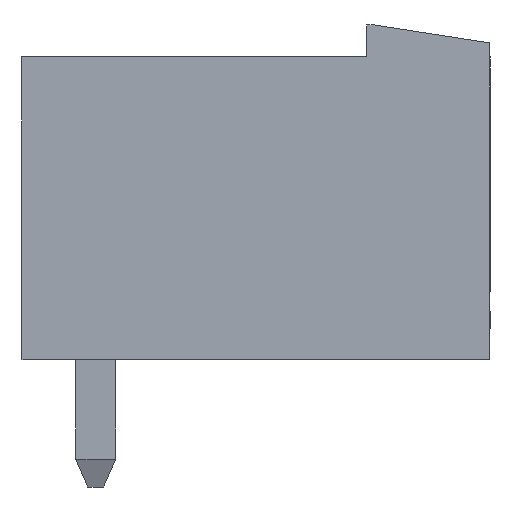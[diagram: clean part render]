
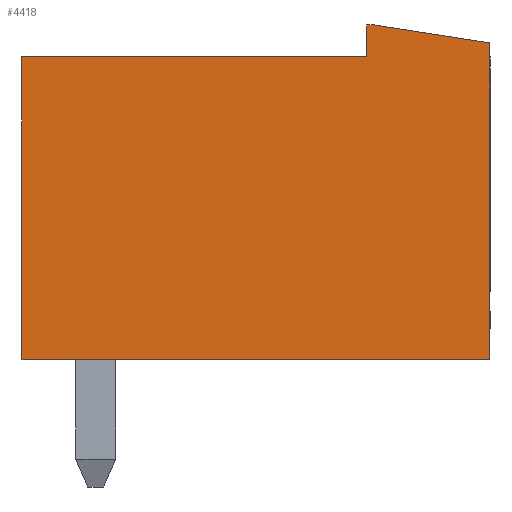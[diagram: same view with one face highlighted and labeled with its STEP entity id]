
A CAD part, left-side view. The second image highlights one B-rep face of the part: STEP entity #4418.
In plain terms, the highlighted planar face has unit normal (-1, 0, 0).
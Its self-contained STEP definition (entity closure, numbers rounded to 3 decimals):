
#4407=AXIS2_PLACEMENT_3D('Plane Axis2P3D',#4404,#4405,#4406) ;
#392=CARTESIAN_POINT('Vertex',(0.,0.,11.15)) ;
#395=CARTESIAN_POINT('Line Origine',(0.,0.,7.175)) ;
#399=CARTESIAN_POINT('Vertex',(0.,0.,3.2)) ;
#1785=CARTESIAN_POINT('Vertex',(0.,2.9,11.6)) ;
#1788=CARTESIAN_POINT('Line Origine',(0.,1.45,11.375)) ;
#1816=CARTESIAN_POINT('Vertex',(0.,3.1,11.6)) ;
#1819=CARTESIAN_POINT('Line Origine',(0.,3.,11.6)) ;
#2197=CARTESIAN_POINT('Vertex',(0.,3.1,10.8)) ;
#2200=CARTESIAN_POINT('Line Origine',(0.,3.1,11.2)) ;
#2334=CARTESIAN_POINT('Vertex',(0.,11.75,10.8)) ;
#2337=CARTESIAN_POINT('Line Origine',(0.,7.425,10.8)) ;
#3293=CARTESIAN_POINT('Vertex',(0.,11.75,3.2)) ;
#3298=CARTESIAN_POINT('Line Origine',(0.,11.75,7.)) ;
#3762=CARTESIAN_POINT('Line Origine',(0.,5.875,3.2)) ;
#4404=CARTESIAN_POINT('Axis2P3D Location',(0.,0.,0.)) ;
#396=DIRECTION('Vector Direction',(0.,0.,-1.)) ;
#1789=DIRECTION('Vector Direction',(0.,-0.988,-0.153)) ;
#1820=DIRECTION('Vector Direction',(0.,-1.,0.)) ;
#2201=DIRECTION('Vector Direction',(0.,0.,1.)) ;
#2338=DIRECTION('Vector Direction',(0.,-1.,0.)) ;
#3299=DIRECTION('Vector Direction',(0.,0.,1.)) ;
#3763=DIRECTION('Vector Direction',(0.,1.,0.)) ;
#4405=DIRECTION('Axis2P3D Direction',(-1.,0.,0.)) ;
#4406=DIRECTION('Axis2P3D XDirection',(0.,-1.,0.)) ;
#397=VECTOR('Line Direction',#396,1.) ;
#1790=VECTOR('Line Direction',#1789,1.) ;
#1821=VECTOR('Line Direction',#1820,1.) ;
#2202=VECTOR('Line Direction',#2201,1.) ;
#2339=VECTOR('Line Direction',#2338,1.) ;
#3300=VECTOR('Line Direction',#3299,1.) ;
#3764=VECTOR('Line Direction',#3763,1.) ;
#4410=ORIENTED_EDGE('',*,*,#401,.T.) ;
#4411=ORIENTED_EDGE('',*,*,#1792,.T.) ;
#4412=ORIENTED_EDGE('',*,*,#1823,.T.) ;
#4413=ORIENTED_EDGE('',*,*,#2204,.T.) ;
#4414=ORIENTED_EDGE('',*,*,#2341,.T.) ;
#4415=ORIENTED_EDGE('',*,*,#3302,.T.) ;
#4416=ORIENTED_EDGE('',*,*,#3766,.T.) ;
#4418=ADVANCED_FACE('HOUSING',(#4417),#4408,.T.) ;
#401=EDGE_CURVE('',#400,#393,#398,.F.) ;
#1792=EDGE_CURVE('',#393,#1786,#1791,.F.) ;
#1823=EDGE_CURVE('',#1786,#1817,#1822,.F.) ;
#2204=EDGE_CURVE('',#1817,#2198,#2203,.F.) ;
#2341=EDGE_CURVE('',#2198,#2335,#2340,.F.) ;
#3302=EDGE_CURVE('',#2335,#3294,#3301,.F.) ;
#3766=EDGE_CURVE('',#3294,#400,#3765,.F.) ;
#4409=EDGE_LOOP('',(#4410,#4411,#4412,#4413,#4414,#4415,#4416)) ;
#4417=FACE_OUTER_BOUND('',#4409,.T.) ;
#398=LINE('Line',#395,#397) ;
#1791=LINE('Line',#1788,#1790) ;
#1822=LINE('Line',#1819,#1821) ;
#2203=LINE('Line',#2200,#2202) ;
#2340=LINE('Line',#2337,#2339) ;
#3301=LINE('Line',#3298,#3300) ;
#3765=LINE('Line',#3762,#3764) ;
#4408=PLANE('',#4407) ;
#393=VERTEX_POINT('',#392) ;
#400=VERTEX_POINT('',#399) ;
#1786=VERTEX_POINT('',#1785) ;
#1817=VERTEX_POINT('',#1816) ;
#2198=VERTEX_POINT('',#2197) ;
#2335=VERTEX_POINT('',#2334) ;
#3294=VERTEX_POINT('',#3293) ;
